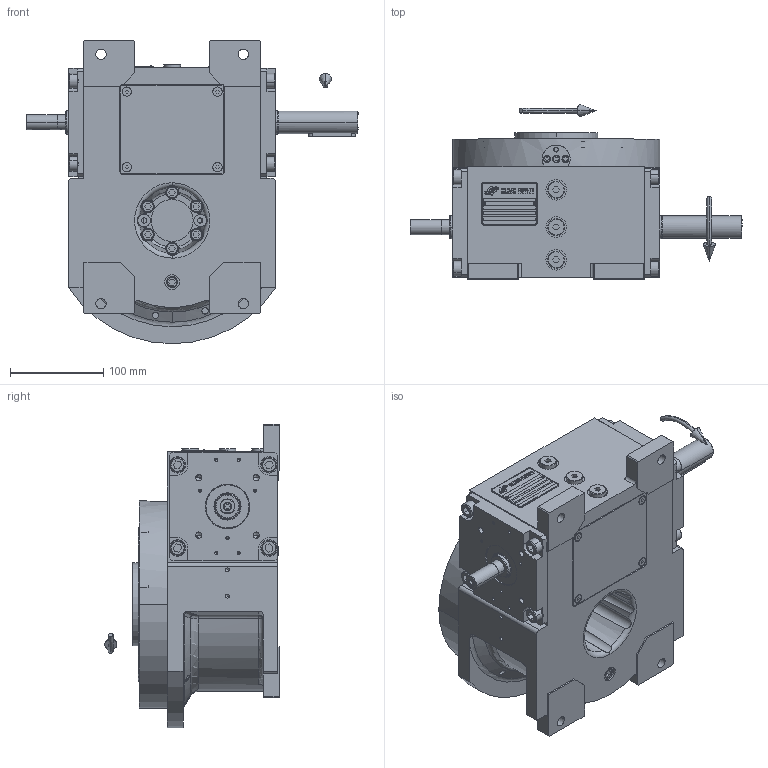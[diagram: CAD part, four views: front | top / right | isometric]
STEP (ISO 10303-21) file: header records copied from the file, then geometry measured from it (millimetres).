
FILE_DESCRIPTION (( 'STEP AP203' ), '1' );
FILE_NAME ('PC5200429.step', '2024-07-05T15:30:15', ( '' ), ( '' ), 'SwSTEP 2.0', 'SolidWorks 2020', '' );
FILE_SCHEMA (( 'CONFIG_CONTROL_DESIGN' ));
Length unit declared in the file: millimetre
Products named in the file (78): CFN2000_01_185^RIG06_005_ASM_rig06_071_06_m_asm(2)_rig06_071_06_m_asm.stp; cfn2000_01_124; rig06_001_a; CFN2010_01_012^rig06_071_06_m_asm(2)_rig06_071_06_m_asm.stp; cfn2128_19_002; rig06_071_06_m_asm.stp; cfn2070_05_005; cfn2155_01_303; AS_rig06_071_6_m; cfn2000_01_126; cfn2107_01_001; rig06_002_bl_001; cfn2155_01_056; CFN2223_01-570X6-B^rig06_071_06_m_asm(2)_rig06_071_06_m_asm.stp; CFN2010_02_002^rig06_071_06_m_asm(2)_rig06_071_06_m_asm.stp; 900_38_30_003; cfn2000_01_103; RIG06_005_ASM^rig06_071_06_m_asm(2)_rig06_071_06_m_asm.stp; rig06_007_master; rig06_003_6; cfn2151_01_290; cfn2115_02_165; cfn2003_01_054; rig06_016; freccia_angolare_albero; cfn2104_01_016; AS_rig06_015; olio_agip_blasia_150; cfn2476_01_002_60x46; cfn2205_01_013; AS_cfn2476_01_002_60x46; cfn2128_04_004; cfn2073_01_012; rig06_005_n_01; CFN2356_03_047^rig06_071_06_m_asm(2)_rig06_071_06_m_asm.stp; AS_rig06_004_s_001; cfn2115_01_005; AS_rig06_016; cfn2151_01_090; cfn2000_01_161 ...
Assembly tree (71 placements, depth 5):
  CFN2010_01_012^rig06_071_06_m_asm(2)_rig06_071_06_m_asm.stp
  CFN2223_01-570X6-B^rig06_071_06_m_asm(2)_rig06_071_06_m_asm.stp
  rig06_007_master
  cfn2151_01_290
  cfn2115_02_165
Bounding box: 355.5 x 187 x 325 mm (x, y, z)
Volume: 2340103.1 mm3; surface area: 752882.3 mm2
Topology: 62 solids, 62 shells, 1978 faces, 4910 edges, 3152 vertices
Faces by surface type: plane 1019, cylinder 631, cone 298, torus 18, bspline 6, sphere 6
Entity records: 67888 total; most frequent: CARTESIAN_POINT 14877, DIRECTION 9439, ORIENTED_EDGE 9100, EDGE_CURVE 4550, AXIS2_PLACEMENT_3D 3244, VERTEX_POINT 2971, VECTOR 2951, LINE 2951
